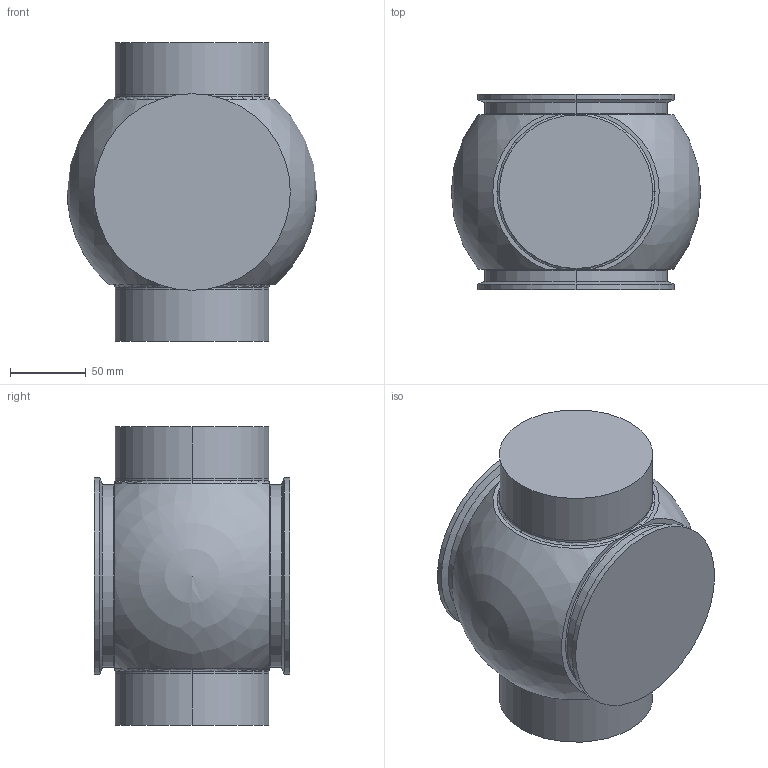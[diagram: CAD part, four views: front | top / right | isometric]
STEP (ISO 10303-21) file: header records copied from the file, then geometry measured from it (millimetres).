
FILE_DESCRIPTION (( 'STEP AP214' ), '1' );
FILE_NAME ('106266.STEP', '2017-11-02T21:02:12', ( '' ), ( '' ), 'SwSTEP 2.0', 'SolidWorks 2014', '' );
FILE_SCHEMA (( 'AUTOMOTIVE_DESIGN' ));
Length unit declared in the file: inch
Products named in the file (1): 106266
Bounding box: 165.1 x 129.39 x 197.61 mm (x, y, z)
Volume: 2632088.6 mm3; surface area: 116498.9 mm2
Topology: 1 solids, 1 shells, 40 faces, 94 edges, 56 vertices
Faces by surface type: cylinder 16, plane 10, torus 8, cone 4, sphere 2
Entity records: 1208 total; most frequent: CARTESIAN_POINT 249, DIRECTION 222, ORIENTED_EDGE 176, AXIS2_PLACEMENT_3D 97, EDGE_CURVE 88, CIRCLE 56, VERTEX_POINT 52, EDGE_LOOP 42
